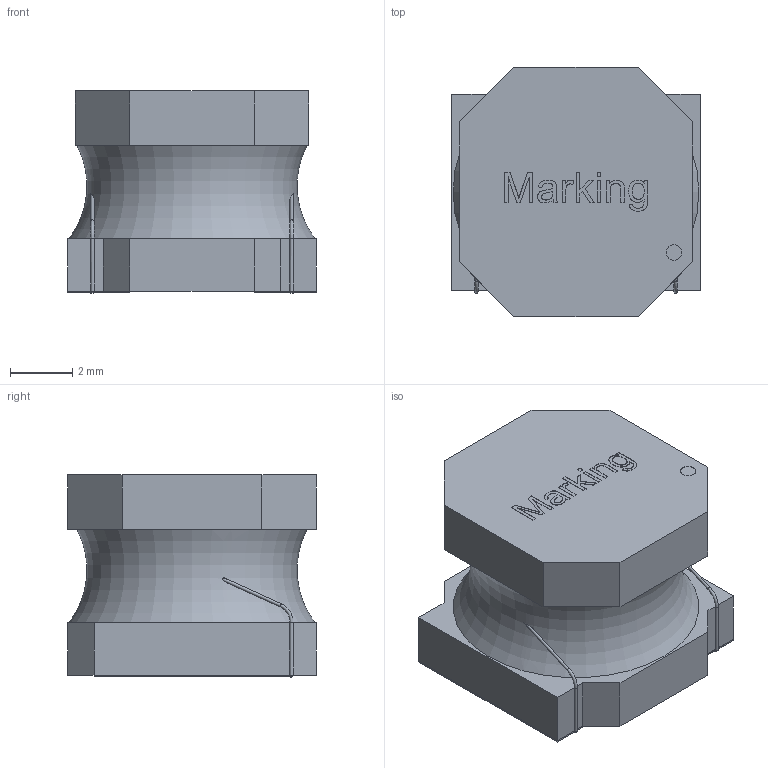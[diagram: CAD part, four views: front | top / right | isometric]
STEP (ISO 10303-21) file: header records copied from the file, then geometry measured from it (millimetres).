
FILE_DESCRIPTION( ( 'Unknown' ), '1' );
FILE_NAME( 'IndLQS_8065.stp', 'Unknown', ( 'Unknown' ), ( 'Unknown' ), 'PSStep 18.0.17', 'Unknown', ' ' );
FILE_SCHEMA( ( 'AUTOMOTIVE_DESIGN { 1 0 10303 214 1 1 1 1 }' ) );
Length unit declared in the file: millimetre
Products named in the file (7): Assem1; Housing; Glue; Contact; Wire
Assembly tree (6 placements, depth 2):
  Assem1
    Housing
    Glue
    Contact
    Contact
    Wire
    Wire
Bounding box: 8 x 8 x 6.5 mm (x, y, z)
Volume: 312.6 mm3; surface area: 559.2 mm2
Topology: 6 solids, 6 shells, 137 faces, 330 edges, 220 vertices
Faces by surface type: plane 101, extrusion 16, cylinder 9, bspline 8, torus 3
Full cylindrical faces by diameter (mm): 0.1 x6, 0.5 x1, 5 x2
Entity records: 5838 total; most frequent: CARTESIAN_POINT 1796, ORIENTED_EDGE 622, DIRECTION 441, EDGE_CURVE 311, VERTEX_POINT 214, VECTOR 169, EDGE_LOOP 167, B_SPLINE_CURVE_WITH_KNOTS 158
